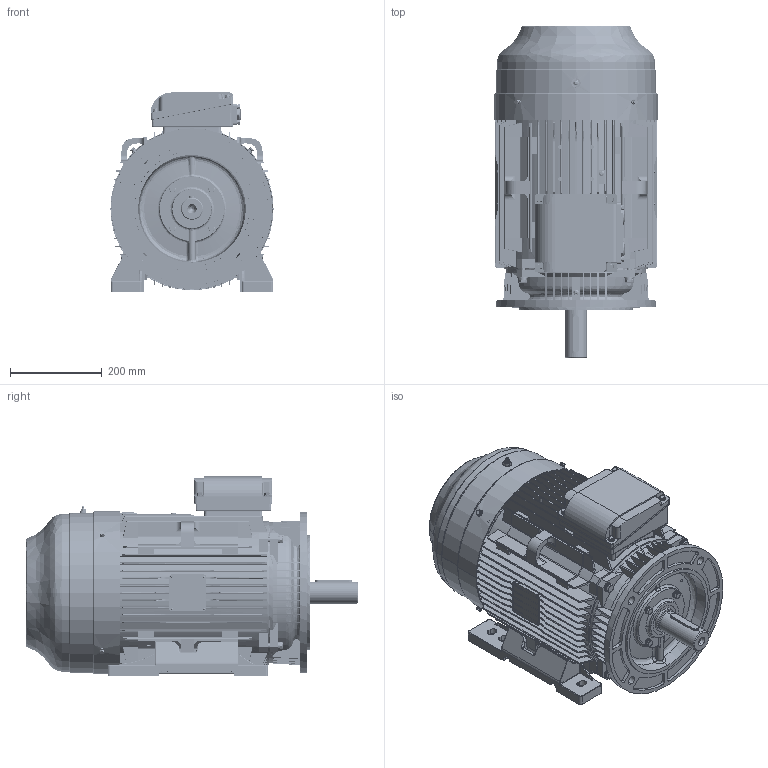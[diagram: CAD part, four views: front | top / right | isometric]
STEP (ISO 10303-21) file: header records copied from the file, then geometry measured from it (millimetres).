
FILE_DESCRIPTION (( 'STEP AP203' ), '1' );
FILE_NAME ('SWE180L-4-B35-1.STEP', '2015-04-22T02:31:05', ( 'Sky123.Org' ), ( 'Sky123.Org' ), 'SwSTEP 2.0', 'SolidWorks 2012', '' );
FILE_SCHEMA (( 'CONFIG_CONTROL_DESIGN' ));
Length unit declared in the file: millimetre
Products named in the file (37): SWE180L-4-B35-1; SWE160-180-JXHZJ-NF; 32X1.5MENGAI; M6X16-WLJ-5784; 6-TD-93-1987; 6-DP-97.1; SWE160-180-JXHGDB; SWE160-180-JIEXIANHEGAI-NF; SWE160-180-JIEXIANHEZUO; TUYUANDUANGAI-2; 55-70YOUFENG; WE180-ZHOUSHEN; 14-80-PINGJIAN; DUTOU; 8-TANDIAN; 8-PINGDIAN; M8-60-WAILIUJIAO; B3-L-JIZUO; 錨璃1; 錨璃2; 12-TANDIAN; 12X-PINGDIAN; M12-35NEILIUJIAO; FENGZHAO; 10-TANDIAN; 10-PINGDIAN; M10-40-WAILIUJIAO; 14-4YOUGUAN; M10-1YOUBEI; M8-10-HUOLUOSAI; 6-TANDIAN; 6-PINGDIAN; M6-8-WAILIUJIAO; M8-10JINDINGLUODING; M6-10SHIZICAOPANGTOU; 2-MAODING; MINGPAI
Assembly tree (117 placements, depth 3):
  SWE180L-4-B35-1
    MINGPAI  x2
    2-MAODING  x8
    M6-10SHIZICAOPANGTOU
    M8-10JINDINGLUODING
    M6-8-WAILIUJIAO  x4
    6-PINGDIAN  x4
    6-TANDIAN  x4
    M8-10-HUOLUOSAI  x2
    M10-1YOUBEI  x2
    14-4YOUGUAN
    M10-40-WAILIUJIAO  x8
    10-PINGDIAN  x8
    10-TANDIAN  x8
    FENGZHAO
    M12-35NEILIUJIAO  x4
    12X-PINGDIAN  x4
    12-TANDIAN  x4
    錨璃2
    錨璃1
    B3-L-JIZUO
    M8-60-WAILIUJIAO  x4
    8-PINGDIAN  x4
    8-TANDIAN  x4
    DUTOU  x2
    14-80-PINGJIAN
    WE180-ZHOUSHEN
    55-70YOUFENG
    TUYUANDUANGAI-2
    SWE160-180-JXHZJ-NF
      SWE160-180-JIEXIANHEZUO
      SWE160-180-JIEXIANHEGAI-NF
      SWE160-180-JXHGDB
      6-DP-97.1  x8
      6-TD-93-1987  x8
      M6X16-WLJ-5784  x8
      32X1.5MENGAI  x2
Bounding box: 355 x 721.99 x 433.03 mm (x, y, z)
Volume: 39389188.9 mm3; surface area: 2826030.3 mm2
Topology: 116 solids, 122 shells, 4403 faces, 11622 edges, 7571 vertices
Faces by surface type: cylinder 2016, plane 1489, cone 500, bspline 327, torus 61, sphere 10
Entity records: 135796 total; most frequent: CARTESIAN_POINT 59097, ORIENTED_EDGE 16220, DIRECTION 12776, EDGE_CURVE 8110, VERTEX_POINT 5301, AXIS2_PLACEMENT_3D 4661, VECTOR 3454, LINE 3454
